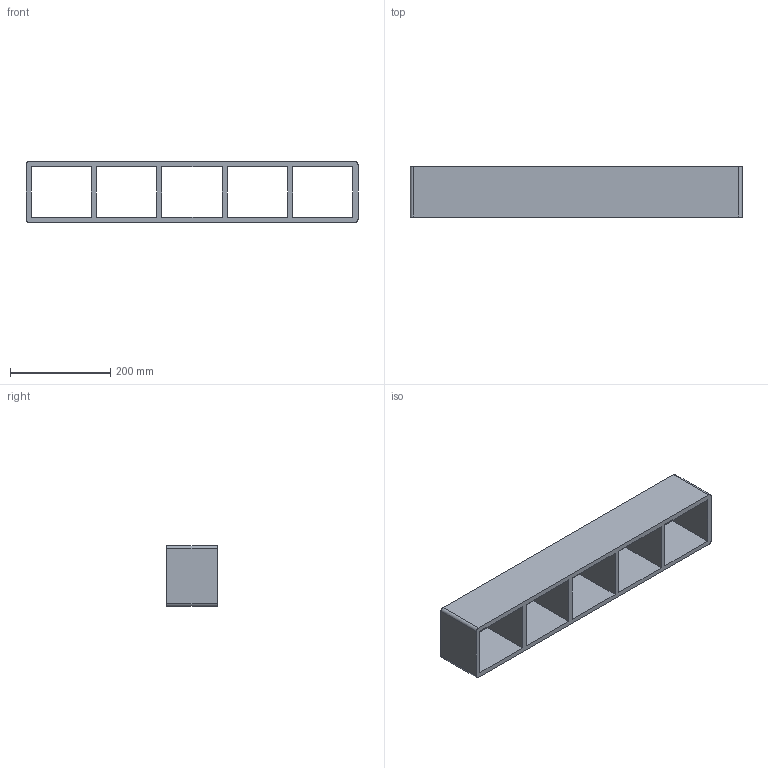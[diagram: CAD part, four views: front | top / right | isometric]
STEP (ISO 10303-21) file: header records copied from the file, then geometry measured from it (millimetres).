
FILE_DESCRIPTION((''),'2;1');
FILE_NAME('SK2X5.stp','2013-01-29T16:46:16',(''),(''),'Autodesk Inventor 2013','Autodesk Inventor 2013','');
FILE_SCHEMA(('AUTOMOTIVE_DESIGN { 1 0 10303 214 1 1 1 1 }'));
Length unit declared in the file: millimetre
Products named in the file (1): roxtec S_SF_G
Bounding box: 662.5 x 100 x 121 mm (x, y, z)
Volume: 1927909.7 mm3; surface area: 415728.1 mm2
Topology: 1 solids, 1 shells, 30 faces, 84 edges, 56 vertices
Faces by surface type: plane 26, cylinder 4
Entity records: 1002 total; most frequent: CARTESIAN_POINT 171, ORIENTED_EDGE 168, DIRECTION 154, EDGE_CURVE 84, VECTOR 76, LINE 76, VERTEX_POINT 56, EDGE_LOOP 40
